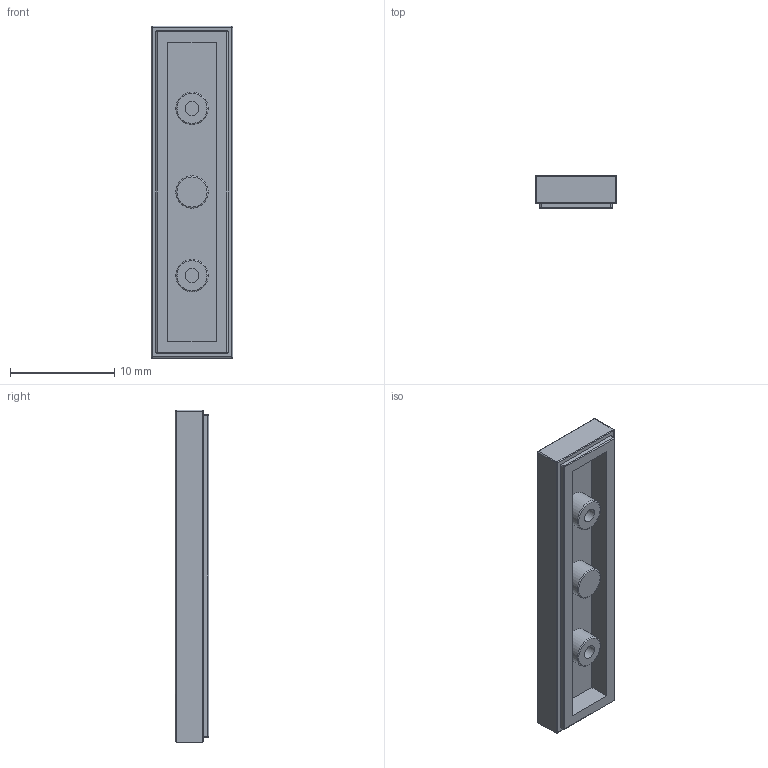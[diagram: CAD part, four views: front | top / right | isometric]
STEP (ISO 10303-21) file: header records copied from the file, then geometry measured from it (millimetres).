
FILE_DESCRIPTION(/* description */ ('FLAT TILE 1X4'),/* implementation_level */ '2;1');
FILE_NAME(/* name */ '1x4 flat.stp',/* time_stamp */ '2016-06-04T03:03:05-04:00',/* author */ ('Nicholas'),/* organization */ (''),/* preprocessor_version */ 'ST-DEVELOPER v16.5',/* originating_system */ 'Autodesk Inventor 2017',/* authorisation */ '');
FILE_SCHEMA (('AUTOMOTIVE_DESIGN { 1 0 10303 214 3 1 1 }'));
Length unit declared in the file: millimetre
Products named in the file (1): 2431
Bounding box: 7.8 x 3.2 x 31.8 mm (x, y, z)
Volume: 548.1 mm3; surface area: 944.3 mm2
Topology: 1 solids, 1 shells, 55 faces, 107 edges, 61 vertices
Faces by surface type: cylinder 23, plane 21, sphere 8, torus 3
Full cylindrical faces by diameter (mm): 1.33 x2, 3.09 x3
Entity records: 1368 total; most frequent: DIRECTION 256, CARTESIAN_POINT 216, ORIENTED_EDGE 198, AXIS2_PLACEMENT_3D 101, EDGE_CURVE 99, EDGE_LOOP 70, VERTEX_POINT 61, FACE_OUTER_BOUND 55
